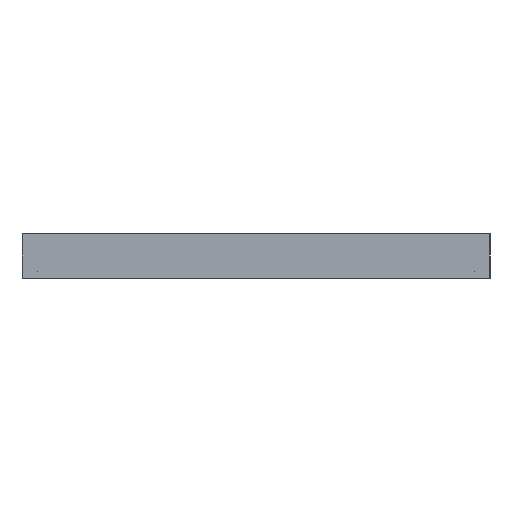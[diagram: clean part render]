
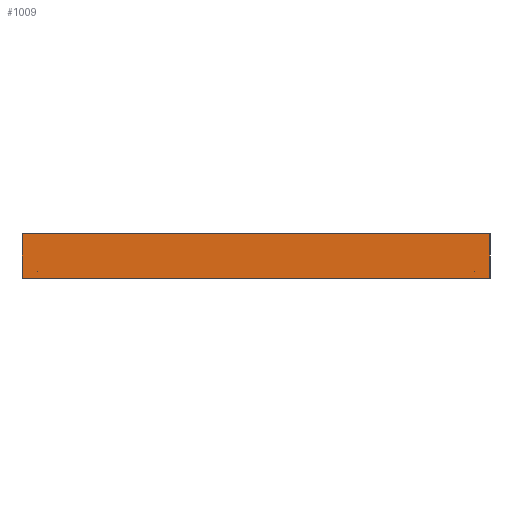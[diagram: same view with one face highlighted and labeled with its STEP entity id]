
A CAD part, left-side view. The second image highlights one B-rep face of the part: STEP entity #1009.
In plain terms, the highlighted planar face has unit normal (-1, 0, 0).
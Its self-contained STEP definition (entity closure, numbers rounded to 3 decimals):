
#49=PLANE('',#1125);
#103=FACE_OUTER_BOUND('',#162,.T.);
#162=EDGE_LOOP('',(#917,#918,#919,#920));
#170=LINE('',#1448,#266);
#253=LINE('',#1709,#349);
#259=LINE('',#1720,#355);
#260=LINE('',#1722,#356);
#266=VECTOR('',#1144,10.);
#349=VECTOR('',#1413,10.);
#355=VECTOR('',#1423,10.);
#356=VECTOR('',#1426,10.);
#411=VERTEX_POINT('',#1446);
#412=VERTEX_POINT('',#1447);
#497=VERTEX_POINT('',#1708);
#500=VERTEX_POINT('',#1718);
#508=EDGE_CURVE('',#411,#412,#170,.T.);
#637=EDGE_CURVE('',#412,#497,#253,.T.);
#643=EDGE_CURVE('',#411,#500,#259,.T.);
#644=EDGE_CURVE('',#497,#500,#260,.T.);
#917=ORIENTED_EDGE('',*,*,#508,.F.);
#918=ORIENTED_EDGE('',*,*,#643,.T.);
#919=ORIENTED_EDGE('',*,*,#644,.F.);
#920=ORIENTED_EDGE('',*,*,#637,.F.);
#1009=ADVANCED_FACE('',(#103),#49,.T.);
#1125=AXIS2_PLACEMENT_3D('',#1721,#1424,#1425);
#1144=DIRECTION('',(0.,1.,0.));
#1413=DIRECTION('',(0.,0.,1.));
#1423=DIRECTION('',(0.,0.,1.));
#1424=DIRECTION('center_axis',(-1.,0.,0.));
#1425=DIRECTION('ref_axis',(0.,-1.,0.));
#1426=DIRECTION('',(0.,-1.,0.));
#1446=CARTESIAN_POINT('',(-5.,-6.,0.));
#1447=CARTESIAN_POINT('',(-5.,83.75,0.));
#1448=CARTESIAN_POINT('',(-5.,-6.,0.));
#1708=CARTESIAN_POINT('',(-5.,83.75,8.5));
#1709=CARTESIAN_POINT('',(-5.,83.75,0.));
#1718=CARTESIAN_POINT('',(-5.,-6.,8.5));
#1720=CARTESIAN_POINT('',(-5.,-6.,0.));
#1721=CARTESIAN_POINT('Origin',(-5.,83.75,0.));
#1722=CARTESIAN_POINT('',(-5.,-6.,8.5));
